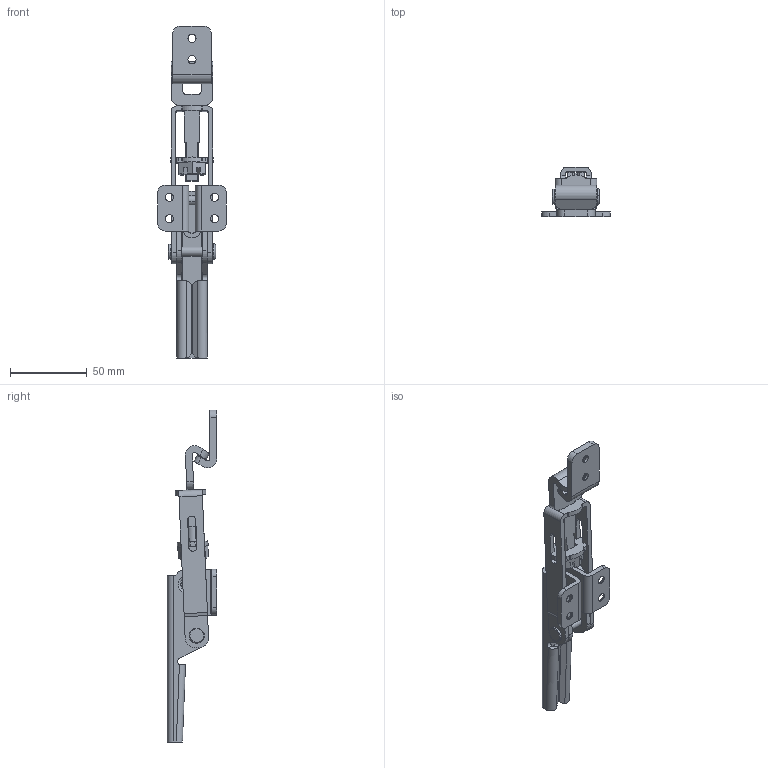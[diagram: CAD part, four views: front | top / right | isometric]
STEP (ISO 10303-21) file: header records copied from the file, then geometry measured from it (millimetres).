
FILE_DESCRIPTION (( 'STEP AP203' ), '1' );
FILE_NAME ('C-621-2.STEP', '2019-01-15T06:42:37', ( '' ), ( '' ), 'SwSTEP 2.0', 'SolidWorks 2014', '' );
FILE_SCHEMA (( 'CONFIG_CONTROL_DESIGN' ));
Length unit declared in the file: millimetre
Products named in the file (10): C-621-2_アーム; ˜ZŠpƒiƒbƒgver1.01_C-621-2—pM10ƒiƒbƒg; C-621-2_ガイド; C-621-2_レバー_; C-621-2_受け; C-621-2; C-621-2_フック; C-621-2_台座_; C-621-2_アームシャフト_アームシャフト(カシメ); C-621-2_台座シャフト__台座シャフト(カシメ)
Assembly tree (9 placements, depth 2):
  C-621-2
    C-621-2_台座_
    C-621-2_レバー_
    C-621-2_アーム
    C-621-2_台座シャフト__台座シャフト(カシメ)
    C-621-2_アームシャフト_アームシャフト(カシメ)
    C-621-2_フック
    C-621-2_受け
    C-621-2_ガイド
    ˜ZŠpƒiƒbƒgver1.01_C-621-2—pM10ƒiƒbƒg
Bounding box: 45 x 32.5 x 217 mm (x, y, z)
Volume: 50050.9 mm3; surface area: 37517.9 mm2
Topology: 9 solids, 9 shells, 350 faces, 943 edges, 614 vertices
Faces by surface type: plane 153, cylinder 147, cone 34, torus 16
Entity records: 12251 total; most frequent: CARTESIAN_POINT 2155, DIRECTION 1947, ORIENTED_EDGE 1878, EDGE_CURVE 939, AXIS2_PLACEMENT_3D 714, VERTEX_POINT 614, LINE 519, VECTOR 519
